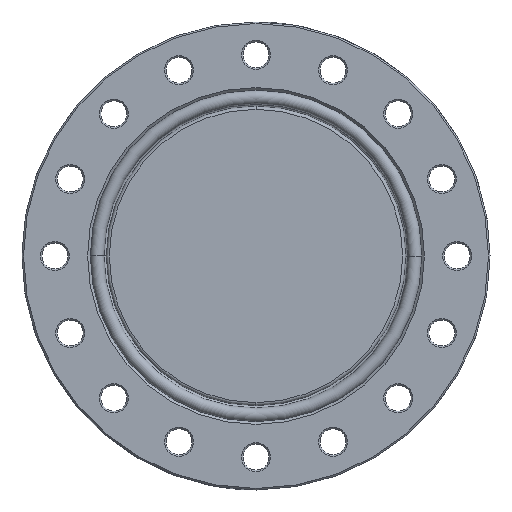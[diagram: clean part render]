
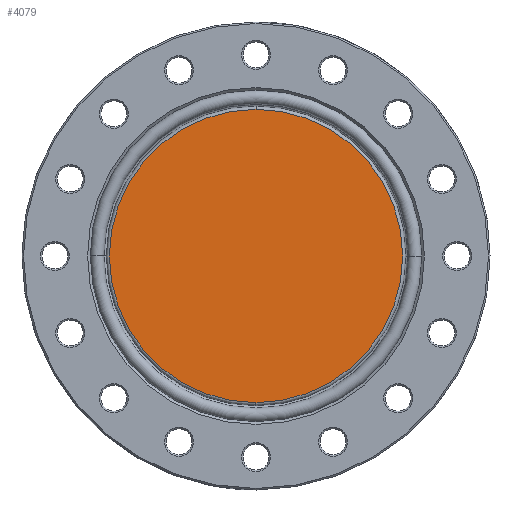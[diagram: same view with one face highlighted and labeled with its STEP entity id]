
A CAD part, front view. The second image highlights one B-rep face of the part: STEP entity #4079.
In plain terms, the highlighted face is planar.
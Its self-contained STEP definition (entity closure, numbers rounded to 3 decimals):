
#2018 = AXIS2_PLACEMENT_3D ( 'NONE', #2061, #2213, #2565 ) ;
#2035 = CIRCLE ( 'NONE', #2018, 47.5 ) ;
#2061 = CARTESIAN_POINT ( 'NONE',  ( 0., 7., 0. ) ) ;
#2213 = DIRECTION ( 'NONE',  ( 0., 1., 0. ) ) ;
#2565 = DIRECTION ( 'NONE',  ( 0., 0., 1. ) ) ;
#2940 = CARTESIAN_POINT ( 'NONE',  ( 0., 7., 47.5 ) ) ;
#2996 = CARTESIAN_POINT ( 'NONE',  ( 0., 7., -47.5 ) ) ;
#3045 = DIRECTION ( 'NONE',  ( 0., 1., 0. ) ) ;
#3046 = CARTESIAN_POINT ( 'NONE',  ( 0., 7., 0. ) ) ;
#3047 = CIRCLE ( 'NONE', #3112, 47.5 ) ;
#3087 = DIRECTION ( 'NONE',  ( 0., 0., 1. ) ) ;
#3112 = AXIS2_PLACEMENT_3D ( 'NONE', #3046, #3045, #3087 ) ;
#3145 = CARTESIAN_POINT ( 'NONE',  ( 0., 7., 0. ) ) ;
#3213 = FACE_OUTER_BOUND ( 'NONE', #4067, .T. ) ;
#3230 = AXIS2_PLACEMENT_3D ( 'NONE', #3145, #3238, #3237 ) ;
#3237 = DIRECTION ( 'NONE',  ( 0., 0., 1. ) ) ;
#3238 = DIRECTION ( 'NONE',  ( 0., 1., 0. ) ) ;
#3249 = PLANE ( 'NONE',  #3230 ) ;
#4039 = EDGE_CURVE ( 'NONE', #4043, #4044, #2035, .T. ) ;
#4043 = VERTEX_POINT ( 'NONE', #2940 ) ;
#4044 = VERTEX_POINT ( 'NONE', #2996 ) ;
#4057 = ORIENTED_EDGE ( 'NONE', *, *, #4039, .T. ) ;
#4062 = ORIENTED_EDGE ( 'NONE', *, *, #4074, .T. ) ;
#4067 = EDGE_LOOP ( 'NONE', ( #4057, #4062 ) ) ;
#4074 = EDGE_CURVE ( 'NONE', #4044, #4043, #3047, .T. ) ;
#4079 = ADVANCED_FACE ( 'NONE', ( #3213 ), #3249, .T. ) ;
